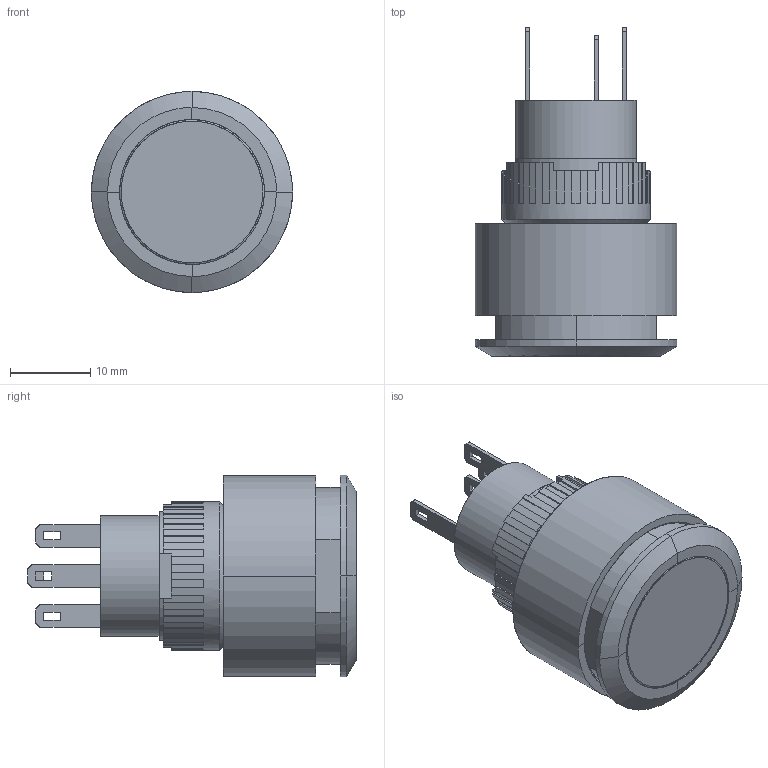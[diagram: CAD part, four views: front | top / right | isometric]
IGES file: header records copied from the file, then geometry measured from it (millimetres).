
Global section: file name: 84H1001060-1001067.igs; native system: Rhinoceros ( May  7 2021 ); preprocessor: Trout Lake IGES 012 May  7 2021; date: 210528.104048; units: millimetre
Bounding box: 25 x 40.8 x 25 mm (x, y, z)
Surface area: 6793.1 mm2 (no closed solid volume)
Topology: 0 solids, 0 shells, 266 faces, 1799 edges, 1788 vertices
Faces by surface type: bspline 266
